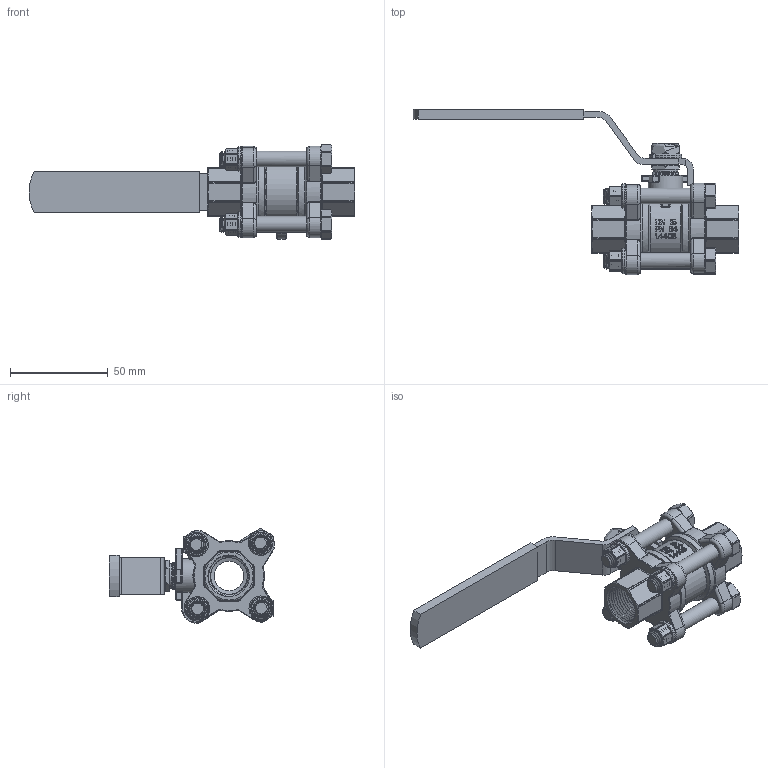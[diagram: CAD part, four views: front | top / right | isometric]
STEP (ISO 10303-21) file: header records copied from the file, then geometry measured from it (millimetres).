
FILE_DESCRIPTION((''),'2;1');
FILE_NAME('911-15.stp','2011-10-27T14:55:16',('gkl'),(''),'Autodesk Inventor 2010','Autodesk Inventor 2010','');
FILE_SCHEMA(('AUTOMOTIVE_DESIGN { 1 0 10303 214 1 1 1 1 }'));
Length unit declared in the file: millimetre
Products named in the file (1): 9015zh-1_asm_Konturvereinfachung_1
Bounding box: 166.32 x 84.35 x 48.2 mm (x, y, z)
Volume: 15740.8 mm3; surface area: 42116.7 mm2
Topology: 2 solids, 3 shells, 1699 faces, 4817 edges, 3153 vertices
Faces by surface type: plane 850, cylinder 439, bspline 154, torus 132, cone 101, sphere 23
Full cylindrical faces by diameter (mm): 8 x5, 9.5 x1, 10 x2, 12.5 x1, 12.504 x1, 12.7 x1, 13.1 x4, 15 x2, 18.8 x20, 26.5 x2, 28.2 x2, 32.3 x2, 36 x2
Entity records: 83467 total; most frequent: CARTESIAN_POINT 42051, ORIENTED_EDGE 9278, DIRECTION 7960, EDGE_CURVE 4639, VERTEX_POINT 3089, AXIS2_PLACEMENT_3D 2962, VECTOR 2036, LINE 2036
